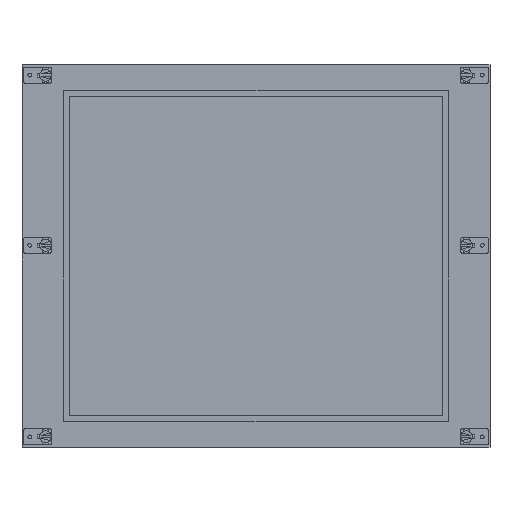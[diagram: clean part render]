
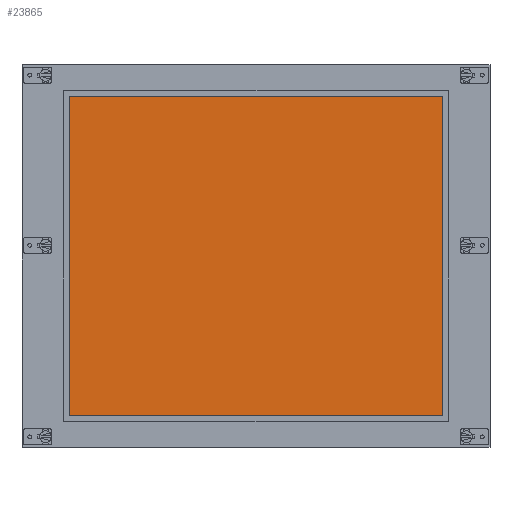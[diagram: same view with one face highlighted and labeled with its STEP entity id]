
A CAD part, top view. The second image highlights one B-rep face of the part: STEP entity #23865.
In plain terms, the highlighted planar face has unit normal (0, 0, 1).
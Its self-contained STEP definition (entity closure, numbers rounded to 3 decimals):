
#23786=DIRECTION('',(1.,0.,0.));
#23787=VECTOR('',#23786,454.45);
#23788=CARTESIAN_POINT('',(-377.225,-244.975,-1.));
#23789=LINE('',#23788,#23787);
#23806=DIRECTION('',(-1.,0.,0.));
#23807=VECTOR('',#23806,454.45);
#23808=CARTESIAN_POINT('',(77.225,144.975,-1.));
#23809=LINE('',#23808,#23807);
#23818=DIRECTION('',(0.,-1.,0.));
#23819=VECTOR('',#23818,389.95);
#23820=CARTESIAN_POINT('',(-377.225,144.975,-1.));
#23821=LINE('',#23820,#23819);
#23826=DIRECTION('',(0.,1.,0.));
#23827=VECTOR('',#23826,389.95);
#23828=CARTESIAN_POINT('',(77.225,-244.975,-1.));
#23829=LINE('',#23828,#23827);
#23834=CARTESIAN_POINT('',(77.225,-244.975,-1.));
#23835=CARTESIAN_POINT('',(77.225,144.975,-1.));
#23836=VERTEX_POINT('',#23834);
#23837=VERTEX_POINT('',#23835);
#23842=CARTESIAN_POINT('',(-377.225,144.975,-1.));
#23843=CARTESIAN_POINT('',(-377.225,-244.975,-1.));
#23844=VERTEX_POINT('',#23842);
#23845=VERTEX_POINT('',#23843);
#23850=CARTESIAN_POINT('',(0.,0.,-1.));
#23851=DIRECTION('',(0.,0.,-1.));
#23852=DIRECTION('',(-1.,0.,0.));
#23853=AXIS2_PLACEMENT_3D('',#23850,#23851,#23852);
#23854=PLANE('',#23853);
#23856=ORIENTED_EDGE('',*,*,#23855,.F.);
#23858=ORIENTED_EDGE('',*,*,#23857,.F.);
#23860=ORIENTED_EDGE('',*,*,#23859,.F.);
#23862=ORIENTED_EDGE('',*,*,#23861,.F.);
#23863=EDGE_LOOP('',(#23856,#23858,#23860,#23862));
#23864=FACE_OUTER_BOUND('',#23863,.F.);
#23855=EDGE_CURVE('',#23845,#23836,#23789,.T.);
#23857=EDGE_CURVE('',#23844,#23845,#23821,.T.);
#23859=EDGE_CURVE('',#23837,#23844,#23809,.T.);
#23861=EDGE_CURVE('',#23836,#23837,#23829,.T.);
#23865=ADVANCED_FACE('',(#23864),#23854,.F.);
